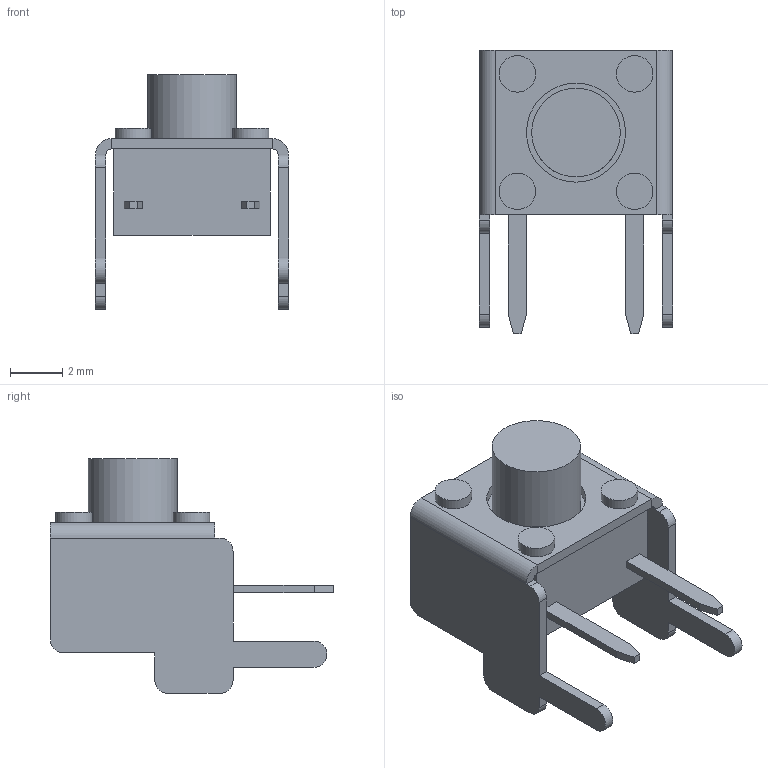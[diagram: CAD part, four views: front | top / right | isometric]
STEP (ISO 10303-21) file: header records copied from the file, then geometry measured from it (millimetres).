
FILE_DESCRIPTION(/* description */ (''),/* implementation_level */ '2;1');
FILE_NAME(/* name */ 'TS-A2PV-130.stp',/* time_stamp */ '2015-09-02T11:04:43+03:00',/* author */ ('kupchik'),/* organization */ (''),/* preprocessor_version */ 'ST-DEVELOPER v15.2',/* originating_system */ 'Autodesk Inventor 2014',/* authorisation */ '');
FILE_SCHEMA (('AUTOMOTIVE_DESIGN { 1 0 10303 214 3 1 1 }'));
Length unit declared in the file: millimetre
Products named in the file (1): TS-A2PV-130
Bounding box: 7.4 x 10.85 x 9 mm (x, y, z)
Volume: 192.5 mm3; surface area: 429.8 mm2
Topology: 1 solids, 5 shells, 87 faces, 188 edges, 120 vertices
Faces by surface type: plane 63, cylinder 24
Full cylindrical faces by diameter (mm): 1.2 x4, 1.4 x4, 3.4 x1, 3.8 x1
Entity records: 2336 total; most frequent: DIRECTION 402, CARTESIAN_POINT 386, ORIENTED_EDGE 356, EDGE_CURVE 178, AXIS2_PLACEMENT_3D 136, LINE 130, VECTOR 130, VERTEX_POINT 120
